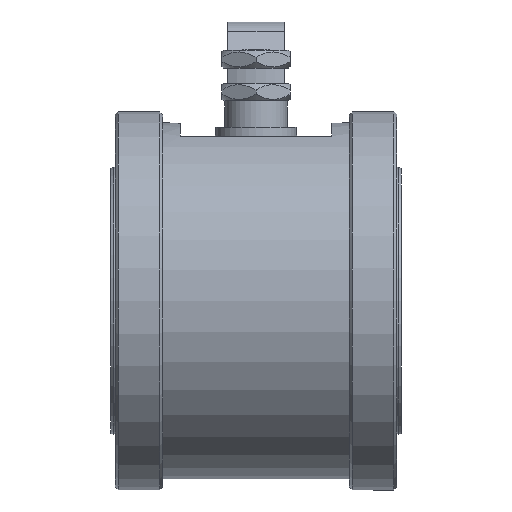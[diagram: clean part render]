
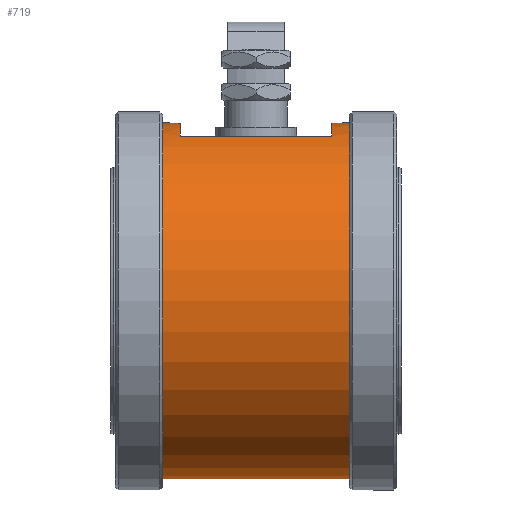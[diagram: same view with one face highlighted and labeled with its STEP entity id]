
A CAD part, left-side view. The second image highlights one B-rep face of the part: STEP entity #719.
In plain terms, the highlighted cylindrical face has radius 120 mm (diameter 240 mm), a full revolution.
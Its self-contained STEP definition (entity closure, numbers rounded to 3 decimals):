
#719 = ADVANCED_FACE( '', ( #1800, #1801, #1802 ), #1803, .T. );
#1800 = FACE_OUTER_BOUND( '', #3391, .T. );
#1801 = FACE_OUTER_BOUND( '', #3392, .T. );
#1802 = FACE_BOUND( '', #3393, .T. );
#1803 = CYLINDRICAL_SURFACE( '', #3394, 120. );
#3391 = EDGE_LOOP( '', ( #5470 ) );
#3392 = EDGE_LOOP( '', ( #5471 ) );
#3393 = EDGE_LOOP( '', ( #5472, #5473, #5474, #5475 ) );
#3394 = AXIS2_PLACEMENT_3D( '', #5476, #5477, #5478 );
#5470 = ORIENTED_EDGE( '', *, *, #8093, .T. );
#5471 = ORIENTED_EDGE( '', *, *, #8094, .F. );
#5472 = ORIENTED_EDGE( '', *, *, #7832, .F. );
#5473 = ORIENTED_EDGE( '', *, *, #7846, .F. );
#5474 = ORIENTED_EDGE( '', *, *, #7834, .F. );
#5475 = ORIENTED_EDGE( '', *, *, #8095, .F. );
#5476 = CARTESIAN_POINT( '', ( 0., 159., 0. ) );
#5477 = DIRECTION( '', ( 0., 1., 0. ) );
#5478 = DIRECTION( '', ( 1., 0., 0. ) );
#7832 = EDGE_CURVE( '', #9130, #9131, #9132, .T. );
#7834 = EDGE_CURVE( '', #9133, #9135, #9136, .T. );
#7846 = EDGE_CURVE( '', #9135, #9130, #9155, .T. );
#8093 = EDGE_CURVE( '', #9536, #9536, #9537, .T. );
#8094 = EDGE_CURVE( '', #9538, #9538, #9539, .F. );
#8095 = EDGE_CURVE( '', #9131, #9133, #9540, .T. );
#9130 = VERTEX_POINT( '', #10957 );
#9131 = VERTEX_POINT( '', #10958 );
#9132 = LINE( '', #10959, #10960 );
#9133 = VERTEX_POINT( '', #10961 );
#9135 = VERTEX_POINT( '', #10964 );
#9136 = LINE( '', #10965, #10966 );
#9155 = CIRCLE( '', #10989, 120. );
#9536 = VERTEX_POINT( '', #11531 );
#9537 = CIRCLE( '', #11532, 120. );
#9538 = VERTEX_POINT( '', #11533 );
#9539 = CIRCLE( '', #11534, 120. );
#9540 = CIRCLE( '', #11535, 120. );
#10957 = CARTESIAN_POINT( '', ( -45.596, 147., 111. ) );
#10958 = CARTESIAN_POINT( '', ( -45.596, 45., 111. ) );
#10959 = CARTESIAN_POINT( '', ( -45.596, 159., 111. ) );
#10960 = VECTOR( '', #12819, 1000. );
#10961 = CARTESIAN_POINT( '', ( 45.596, 45., 111. ) );
#10964 = CARTESIAN_POINT( '', ( 45.596, 147., 111. ) );
#10965 = CARTESIAN_POINT( '', ( 45.596, 159., 111. ) );
#10966 = VECTOR( '', #12821, 1000. );
#10989 = AXIS2_PLACEMENT_3D( '', #12841, #12842, #12843 );
#11531 = CARTESIAN_POINT( '', ( 0., 159., -120. ) );
#11532 = AXIS2_PLACEMENT_3D( '', #13133, #13134, #13135 );
#11533 = CARTESIAN_POINT( '', ( 0., 33., 120. ) );
#11534 = AXIS2_PLACEMENT_3D( '', #13136, #13137, #13138 );
#11535 = AXIS2_PLACEMENT_3D( '', #13139, #13140, #13141 );
#12819 = DIRECTION( '', ( 0., -1., 0. ) );
#12821 = DIRECTION( '', ( 0., 1., 0. ) );
#12841 = CARTESIAN_POINT( '', ( 0., 147., 0. ) );
#12842 = DIRECTION( '', ( 0., -1., 0. ) );
#12843 = DIRECTION( '', ( -1., 0., 0. ) );
#13133 = CARTESIAN_POINT( '', ( 0., 159., 0. ) );
#13134 = DIRECTION( '', ( 0., -1., 0. ) );
#13135 = DIRECTION( '', ( 0., 0., -1. ) );
#13136 = CARTESIAN_POINT( '', ( 0., 33., 0. ) );
#13137 = DIRECTION( '', ( 0., 1., 0. ) );
#13138 = DIRECTION( '', ( 0., 0., 1. ) );
#13139 = CARTESIAN_POINT( '', ( 0., 45., 0. ) );
#13140 = DIRECTION( '', ( 0., 1., 0. ) );
#13141 = DIRECTION( '', ( 1., 0., 0. ) );
